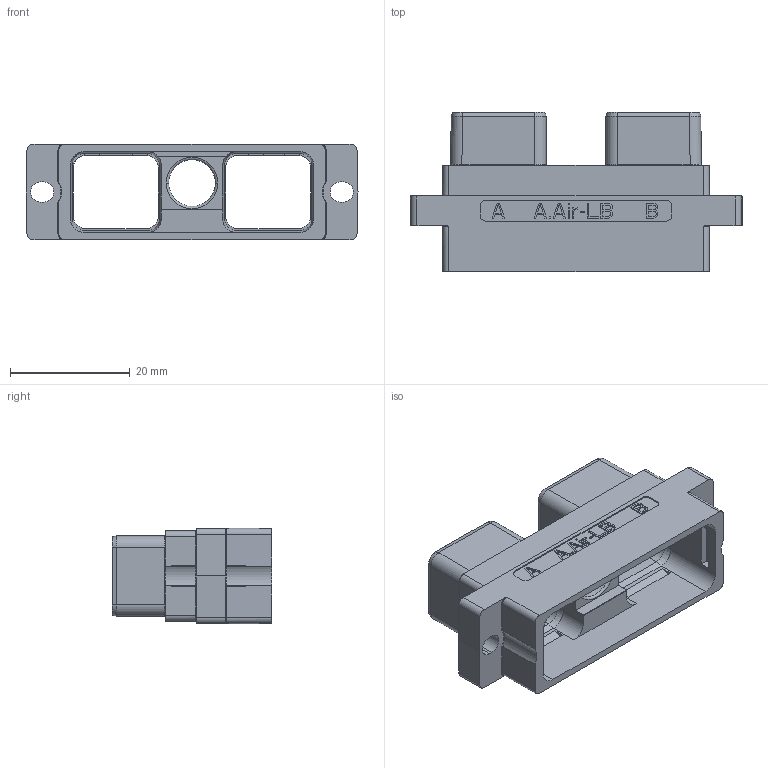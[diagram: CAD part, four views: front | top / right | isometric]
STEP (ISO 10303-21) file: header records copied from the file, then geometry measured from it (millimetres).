
FILE_DESCRIPTION((''),'2;1');
FILE_NAME('SIM2S41','2019-09-12T',('presta_be4'),(''),'PRO/ENGINEER BY PARAMETRIC TECHNOLOGY CORPORATION, 2014310','PRO/ENGINEER BY PARAMETRIC TECHNOLOGY CORPORATION, 2014310','');
FILE_SCHEMA(('CONFIG_CONTROL_DESIGN'));
Length unit declared in the file: millimetre
Products named in the file (1): SIM2S41
Bounding box: 55.38 x 26.66 x 15.9 mm (x, y, z)
Volume: 5289.3 mm3; surface area: 7268.6 mm2
Topology: 1 solids, 1 shells, 674 faces, 1782 edges, 1142 vertices
Faces by surface type: plane 516, cylinder 92, bspline 44, cone 12, torus 10
Entity records: 22322 total; most frequent: CARTESIAN_POINT 5885, ORIENTED_EDGE 3556, DIRECTION 3087, EDGE_CURVE 1778, VECTOR 1501, LINE 1501, VERTEX_POINT 1142, AXIS2_PLACEMENT_3D 793
